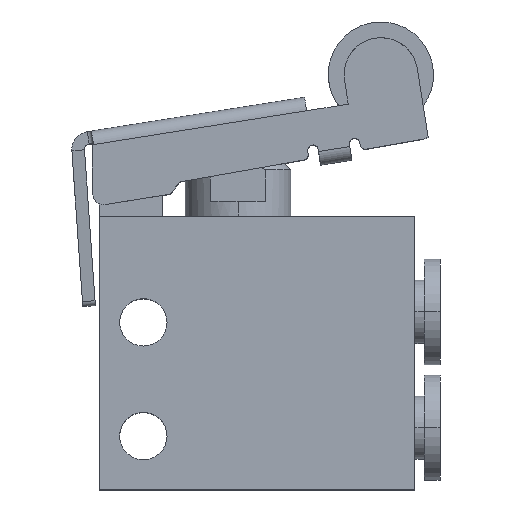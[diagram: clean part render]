
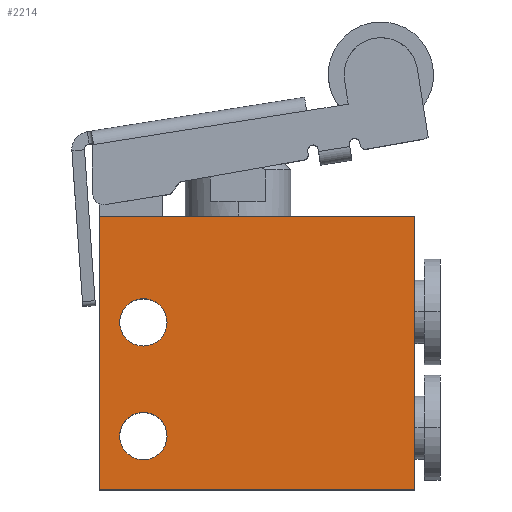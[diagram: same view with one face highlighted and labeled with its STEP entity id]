
A CAD part, top view. The second image highlights one B-rep face of the part: STEP entity #2214.
In plain terms, the highlighted planar face has unit normal (0, 0, 1).
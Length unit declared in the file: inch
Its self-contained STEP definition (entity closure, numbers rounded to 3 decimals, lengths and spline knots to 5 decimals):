
#33 = CARTESIAN_POINT ( 'NONE',  ( 0.66142, 0., 0.29528 ) ) ;
#73 = LINE ( 'NONE', #33, #4200 ) ;
#150 = FACE_BOUND ( 'NONE', #7229, .T. ) ;
#205 = VERTEX_POINT ( 'NONE', #1941 ) ;
#410 = DIRECTION ( 'NONE',  ( 0., 1., 0. ) ) ;
#462 = DIRECTION ( 'NONE',  ( 1., 0., 0. ) ) ;
#528 = DIRECTION ( 'NONE',  ( 1., 0., 0. ) ) ;
#648 = CARTESIAN_POINT ( 'NONE',  ( -0.51969, -1.02362, 0.29528 ) ) ;
#708 = VECTOR ( 'NONE', #995, 39.37008 ) ;
#995 = DIRECTION ( 'NONE',  ( 0., -1., 0. ) ) ;
#1026 = VERTEX_POINT ( 'NONE', #5554 ) ;
#1137 = FACE_BOUND ( 'NONE', #2429, .T. ) ;
#1303 = EDGE_LOOP ( 'NONE', ( #6067, #5519, #2975, #7321 ) ) ;
#1328 = VECTOR ( 'NONE', #410, 39.37008 ) ;
#1343 = AXIS2_PLACEMENT_3D ( 'NONE', #3359, #3942, #528 ) ;
#1351 = ORIENTED_EDGE ( 'NONE', *, *, #1967, .T. ) ;
#1526 = DIRECTION ( 'NONE',  ( 1., 0., 0. ) ) ;
#1593 = CARTESIAN_POINT ( 'NONE',  ( -0.35433, -0.39764, 0.29528 ) ) ;
#1664 = DIRECTION ( 'NONE',  ( 0., 0., -1. ) ) ;
#1941 = CARTESIAN_POINT ( 'NONE',  ( 0.66142, 0., 0.29528 ) ) ;
#1967 = EDGE_CURVE ( 'NONE', #2465, #1026, #2207, .T. ) ;
#2040 = CIRCLE ( 'NONE', #4369, 0.08858 ) ;
#2187 = DIRECTION ( 'NONE',  ( 0., 0., -1. ) ) ;
#2207 = CIRCLE ( 'NONE', #5042, 0.08858 ) ;
#2214 = ADVANCED_FACE ( 'NONE', ( #3176, #150, #1137 ), #3412, .T. ) ;
#2337 = CARTESIAN_POINT ( 'NONE',  ( -0.44291, -0.39764, 0.29528 ) ) ;
#2395 = CIRCLE ( 'NONE', #6100, 0.08858 ) ;
#2429 = EDGE_LOOP ( 'NONE', ( #2936, #4947 ) ) ;
#2434 = CARTESIAN_POINT ( 'NONE',  ( 0.66142, -1.02362, 0.29528 ) ) ;
#2465 = VERTEX_POINT ( 'NONE', #2337 ) ;
#2786 = DIRECTION ( 'NONE',  ( 1., 0., 0. ) ) ;
#2936 = ORIENTED_EDGE ( 'NONE', *, *, #3760, .T. ) ;
#2975 = ORIENTED_EDGE ( 'NONE', *, *, #4763, .T. ) ;
#2988 = VECTOR ( 'NONE', #6860, 39.37008 ) ;
#3011 = LINE ( 'NONE', #7344, #708 ) ;
#3176 = FACE_OUTER_BOUND ( 'NONE', #1303, .T. ) ;
#3212 = VERTEX_POINT ( 'NONE', #3966 ) ;
#3218 = CARTESIAN_POINT ( 'NONE',  ( -0.35433, -0.82283, 0.29528 ) ) ;
#3359 = CARTESIAN_POINT ( 'NONE',  ( 0., 0., 0.29528 ) ) ;
#3412 = PLANE ( 'NONE',  #1343 ) ;
#3760 = EDGE_CURVE ( 'NONE', #5173, #3212, #2395, .T. ) ;
#3775 = EDGE_CURVE ( 'NONE', #3212, #5173, #5798, .T. ) ;
#3778 = CARTESIAN_POINT ( 'NONE',  ( 0.66142, -1.02362, 0.29528 ) ) ;
#3808 = DIRECTION ( 'NONE',  ( 1., 0., 0. ) ) ;
#3924 = EDGE_CURVE ( 'NONE', #4190, #205, #4105, .T. ) ;
#3942 = DIRECTION ( 'NONE',  ( 0., 0., 1. ) ) ;
#3966 = CARTESIAN_POINT ( 'NONE',  ( -0.44291, -0.82283, 0.29528 ) ) ;
#4060 = EDGE_CURVE ( 'NONE', #6089, #4190, #4542, .T. ) ;
#4105 = LINE ( 'NONE', #3778, #1328 ) ;
#4190 = VERTEX_POINT ( 'NONE', #2434 ) ;
#4200 = VECTOR ( 'NONE', #6907, 39.37008 ) ;
#4369 = AXIS2_PLACEMENT_3D ( 'NONE', #6727, #1664, #462 ) ;
#4377 = DIRECTION ( 'NONE',  ( 0., 0., -1. ) ) ;
#4542 = LINE ( 'NONE', #648, #2988 ) ;
#4564 = AXIS2_PLACEMENT_3D ( 'NONE', #3218, #6024, #1526 ) ;
#4709 = EDGE_CURVE ( 'NONE', #1026, #2465, #2040, .T. ) ;
#4763 = EDGE_CURVE ( 'NONE', #5994, #6089, #3011, .T. ) ;
#4868 = CARTESIAN_POINT ( 'NONE',  ( -0.51969, 0., 0.29528 ) ) ;
#4947 = ORIENTED_EDGE ( 'NONE', *, *, #3775, .T. ) ;
#5042 = AXIS2_PLACEMENT_3D ( 'NONE', #1593, #2187, #2786 ) ;
#5124 = ORIENTED_EDGE ( 'NONE', *, *, #4709, .T. ) ;
#5173 = VERTEX_POINT ( 'NONE', #5418 ) ;
#5418 = CARTESIAN_POINT ( 'NONE',  ( -0.26575, -0.82283, 0.29528 ) ) ;
#5519 = ORIENTED_EDGE ( 'NONE', *, *, #5785, .T. ) ;
#5549 = CARTESIAN_POINT ( 'NONE',  ( -0.51969, -1.02362, 0.29528 ) ) ;
#5554 = CARTESIAN_POINT ( 'NONE',  ( -0.26575, -0.39764, 0.29528 ) ) ;
#5785 = EDGE_CURVE ( 'NONE', #205, #5994, #73, .T. ) ;
#5798 = CIRCLE ( 'NONE', #4564, 0.08858 ) ;
#5994 = VERTEX_POINT ( 'NONE', #4868 ) ;
#6024 = DIRECTION ( 'NONE',  ( 0., 0., -1. ) ) ;
#6067 = ORIENTED_EDGE ( 'NONE', *, *, #3924, .T. ) ;
#6089 = VERTEX_POINT ( 'NONE', #5549 ) ;
#6100 = AXIS2_PLACEMENT_3D ( 'NONE', #6115, #4377, #3808 ) ;
#6115 = CARTESIAN_POINT ( 'NONE',  ( -0.35433, -0.82283, 0.29528 ) ) ;
#6727 = CARTESIAN_POINT ( 'NONE',  ( -0.35433, -0.39764, 0.29528 ) ) ;
#6860 = DIRECTION ( 'NONE',  ( 1., 0., 0. ) ) ;
#6907 = DIRECTION ( 'NONE',  ( -1., 0., 0. ) ) ;
#7229 = EDGE_LOOP ( 'NONE', ( #5124, #1351 ) ) ;
#7321 = ORIENTED_EDGE ( 'NONE', *, *, #4060, .T. ) ;
#7344 = CARTESIAN_POINT ( 'NONE',  ( -0.51969, 0., 0.29528 ) ) ;
